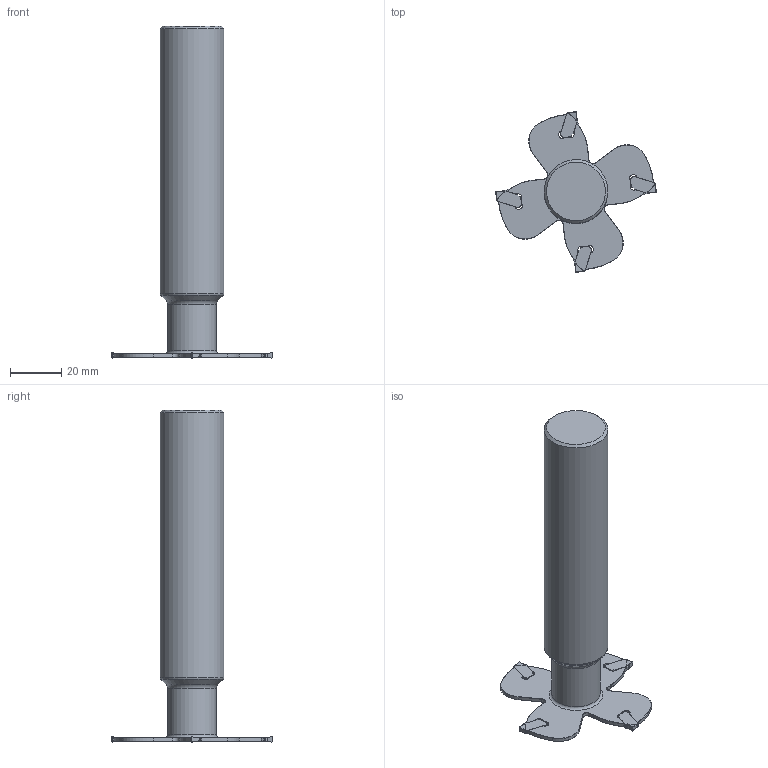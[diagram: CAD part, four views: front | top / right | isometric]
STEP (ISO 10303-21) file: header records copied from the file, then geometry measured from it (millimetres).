
FILE_DESCRIPTION(/* description */ (''),/* implementation_level */ '2;1');
FILE_NAME(/* name */ 'toolassembly_1.stp',/* time_stamp */ '2018-10-19T13:13:12+02:00',/* author */ (''),/* organization */ ('SMS'),/* preprocessor_version */ 'ST-DEVELOPER v15',/* originating_system */ 'SIEMENS PLM Software NX 8.5',/* authorisation */ '');
FILE_SCHEMA (('AUTOMOTIVE_DESIGN { 1 0 10303 214 3 1 1 1 }'));
Length unit declared in the file: millimetre
Products named in the file (4): ASSEMBLY_CONSTRUCTION; CUT_20181019131158; NOCUT_20181019131154; TOOLASSEMBLY_1
Assembly tree (6 placements, depth 2):
  TOOLASSEMBLY_1
    NOCUT_20181019131154
    CUT_20181019131158  x4
    ASSEMBLY_CONSTRUCTION
Bounding box: 63 x 63 x 130 mm (x, y, z)
Volume: 61368.8 mm3; surface area: 14451.8 mm2
Topology: 5 solids, 5 shells, 360 faces, 933 edges, 600 vertices
Faces by surface type: plane 144, cylinder 130, cone 43, bspline 40, torus 3
Full cylindrical faces by diameter (mm): 19 x1, 24.989 x1
Entity records: 6255 total; most frequent: CARTESIAN_POINT 1411, DIRECTION 1001, ORIENTED_EDGE 966, EDGE_CURVE 483, AXIS2_PLACEMENT_3D 373, VERTEX_POINT 302, LINE 255, VECTOR 255
